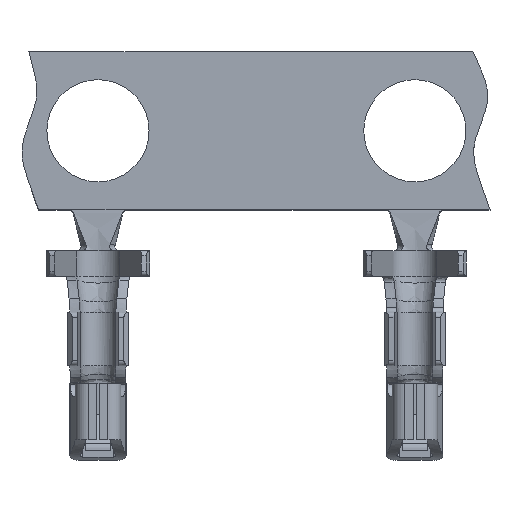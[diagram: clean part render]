
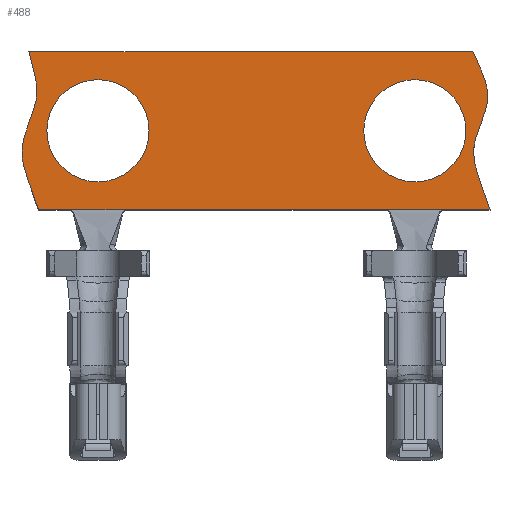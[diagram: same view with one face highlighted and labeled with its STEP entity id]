
A CAD part, top view. The second image highlights one B-rep face of the part: STEP entity #488.
In plain terms, the highlighted planar face has unit normal (0, 0, 1).
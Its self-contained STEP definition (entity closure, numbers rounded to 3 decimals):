
#488 = ADVANCED_FACE( '', ( #1142, #1143, #1144 ), #1145, .T. );
#1142 = FACE_BOUND( '', #2645, .T. );
#1143 = FACE_BOUND( '', #2646, .T. );
#1144 = FACE_OUTER_BOUND( '', #2647, .T. );
#1145 = PLANE( '', #2648 );
#2645 = EDGE_LOOP( '', ( #4958 ) );
#2646 = EDGE_LOOP( '', ( #4959 ) );
#2647 = EDGE_LOOP( '', ( #4960, #4961, #4962, #4963, #4964, #4965, #4966, #4967 ) );
#2648 = AXIS2_PLACEMENT_3D( '', #4968, #4969, #4970 );
#4958 = ORIENTED_EDGE( '', *, *, #6875, .T. );
#4959 = ORIENTED_EDGE( '', *, *, #6784, .T. );
#4960 = ORIENTED_EDGE( '', *, *, #6876, .T. );
#4961 = ORIENTED_EDGE( '', *, *, #6829, .T. );
#4962 = ORIENTED_EDGE( '', *, *, #6877, .T. );
#4963 = ORIENTED_EDGE( '', *, *, #6878, .F. );
#4964 = ORIENTED_EDGE( '', *, *, #6879, .T. );
#4965 = ORIENTED_EDGE( '', *, *, #6420, .T. );
#4966 = ORIENTED_EDGE( '', *, *, #6880, .T. );
#4967 = ORIENTED_EDGE( '', *, *, #6409, .T. );
#4968 = CARTESIAN_POINT( '', ( -8.2, 0.8, 0.2 ) );
#4969 = DIRECTION( '', ( 0., 0., 1. ) );
#4970 = DIRECTION( '', ( 1., 0., 0. ) );
#6409 = EDGE_CURVE( '', #7413, #7411, #7414, .F. );
#6420 = EDGE_CURVE( '', #7434, #7432, #7435, .F. );
#6784 = EDGE_CURVE( '', #8027, #8027, #8028, .T. );
#6829 = EDGE_CURVE( '', #8093, #8091, #8094, .T. );
#6875 = EDGE_CURVE( '', #8155, #8155, #8156, .T. );
#6876 = EDGE_CURVE( '', #7411, #8093, #8157, .T. );
#6877 = EDGE_CURVE( '', #8091, #8158, #8159, .T. );
#6878 = EDGE_CURVE( '', #8160, #8158, #8161, .T. );
#6879 = EDGE_CURVE( '', #8160, #7434, #8162, .T. );
#6880 = EDGE_CURVE( '', #7432, #7413, #8163, .T. );
#7411 = VERTEX_POINT( '', #8935 );
#7413 = VERTEX_POINT( '', #8956 );
#7414 = LINE( '', #8957, #8958 );
#7432 = VERTEX_POINT( '', #9072 );
#7434 = VERTEX_POINT( '', #9093 );
#7435 = LINE( '', #9094, #9095 );
#8027 = VERTEX_POINT( '', #10526 );
#8028 = CIRCLE( '', #10527, 1. );
#8091 = VERTEX_POINT( '', #10618 );
#8093 = VERTEX_POINT( '', #10621 );
#8094 = B_SPLINE_CURVE_WITH_KNOTS( '', 3, ( #10622, #10623, #10624, #10625, #10626, #10627 ), .UNSPECIFIED., .F., .F., ( 4, 1, 1, 4 ), ( 0., 0.376, 0.661, 1. ), .UNSPECIFIED. );
#8155 = VERTEX_POINT( '', #10760 );
#8156 = CIRCLE( '', #10761, 1. );
#8157 = LINE( '', #10762, #10763 );
#8158 = VERTEX_POINT( '', #10764 );
#8159 = LINE( '', #10765, #10766 );
#8160 = VERTEX_POINT( '', #10767 );
#8161 = B_SPLINE_CURVE_WITH_KNOTS( '', 3, ( #10768, #10769, #10770, #10771, #10772, #10773 ), .UNSPECIFIED., .F., .F., ( 4, 1, 1, 4 ), ( 0., 0.369, 0.754, 1. ), .UNSPECIFIED. );
#8162 = LINE( '', #10774, #10775 );
#8163 = LINE( '', #10776, #10777 );
#8935 = CARTESIAN_POINT( '', ( 0.569, 0.8, 0.2 ) );
#8956 = CARTESIAN_POINT( '', ( -0.569, 0.8, 0.2 ) );
#8957 = CARTESIAN_POINT( '', ( 0.5, 0.8, 0.2 ) );
#8958 = VECTOR( '', #11840, 1000. );
#9072 = CARTESIAN_POINT( '', ( -5.631, 0.8, 0.2 ) );
#9093 = CARTESIAN_POINT( '', ( -6.769, 0.8, 0.2 ) );
#9094 = CARTESIAN_POINT( '', ( -5.7, 0.8, 0.2 ) );
#9095 = VECTOR( '', #11841, 1000. );
#10526 = CARTESIAN_POINT( '', ( -5.2, 2.35, 0.2 ) );
#10527 = AXIS2_PLACEMENT_3D( '', #12103, #12104, #12105 );
#10618 = CARTESIAN_POINT( '', ( 1.133, 3.9, 0.2 ) );
#10621 = CARTESIAN_POINT( '', ( 1.47, 0.8, 0.2 ) );
#10622 = CARTESIAN_POINT( '', ( 1.47, 0.8, 0.2 ) );
#10623 = CARTESIAN_POINT( '', ( 1.297, 1.339, 0.2 ) );
#10624 = CARTESIAN_POINT( '', ( 0.969, 1.952, 0.2 ) );
#10625 = CARTESIAN_POINT( '', ( 1.572, 2.956, 0.2 ) );
#10626 = CARTESIAN_POINT( '', ( 1.345, 3.463, 0.2 ) );
#10627 = CARTESIAN_POINT( '', ( 1.133, 3.9, 0.2 ) );
#10760 = CARTESIAN_POINT( '', ( 1., 2.35, 0.2 ) );
#10761 = AXIS2_PLACEMENT_3D( '', #12179, #12180, #12181 );
#10762 = CARTESIAN_POINT( '', ( -8.2, 0.8, 0.2 ) );
#10763 = VECTOR( '', #12182, 1000. );
#10764 = CARTESIAN_POINT( '', ( -7.554, 3.9, 0.2 ) );
#10765 = CARTESIAN_POINT( '', ( 2., 3.9, 0.2 ) );
#10766 = VECTOR( '', #12183, 1000. );
#10767 = CARTESIAN_POINT( '', ( -7.364, 0.8, 0.2 ) );
#10768 = CARTESIAN_POINT( '', ( -7.364, 0.8, 0.2 ) );
#10769 = CARTESIAN_POINT( '', ( -7.534, 1.322, 0.2 ) );
#10770 = CARTESIAN_POINT( '', ( -7.9, 2.002, 0.2 ) );
#10771 = CARTESIAN_POINT( '', ( -7.247, 2.98, 0.2 ) );
#10772 = CARTESIAN_POINT( '', ( -7.471, 3.556, 0.2 ) );
#10773 = CARTESIAN_POINT( '', ( -7.554, 3.9, 0.2 ) );
#10774 = CARTESIAN_POINT( '', ( -8.2, 0.8, 0.2 ) );
#10775 = VECTOR( '', #12184, 1000. );
#10776 = CARTESIAN_POINT( '', ( -8.2, 0.8, 0.2 ) );
#10777 = VECTOR( '', #12185, 1000. );
#11840 = DIRECTION( '', ( -1., 0., 0. ) );
#11841 = DIRECTION( '', ( -1., 0., 0. ) );
#12103 = CARTESIAN_POINT( '', ( -6.2, 2.35, 0.2 ) );
#12104 = DIRECTION( '', ( 0., 0., -1. ) );
#12105 = DIRECTION( '', ( 1., 0., 0. ) );
#12179 = CARTESIAN_POINT( '', ( 0., 2.35, 0.2 ) );
#12180 = DIRECTION( '', ( 0., 0., -1. ) );
#12181 = DIRECTION( '', ( 1., 0., 0. ) );
#12182 = DIRECTION( '', ( 1., 0., 0. ) );
#12183 = DIRECTION( '', ( -1., 0., 0. ) );
#12184 = DIRECTION( '', ( 1., 0., 0. ) );
#12185 = DIRECTION( '', ( 1., 0., 0. ) );
